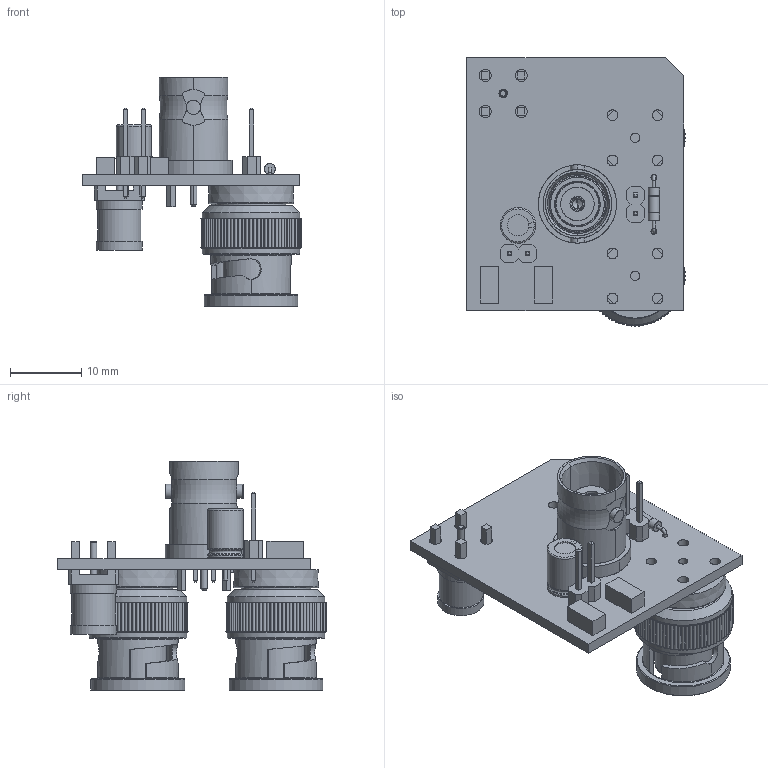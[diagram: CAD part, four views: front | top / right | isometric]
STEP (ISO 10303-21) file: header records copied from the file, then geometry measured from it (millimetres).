
FILE_DESCRIPTION(/* description */ (''),/* implementation_level */ '2;1');
FILE_NAME(/* name */ 'ca1eb499-bcce-4aaf-aa53-ba3b047ee8b8.stp',/* time_stamp */ '2021-07-04T20:47:31+00:00',/* author */ (''),/* organization */ (''),/* preprocessor_version */ 'ST-DEVELOPER v18.1',/* originating_system */ 'Autodesk Translation Framework v10.9.0.1377',/* authorisation */ '');
FILE_SCHEMA (('AUTOMOTIVE_DESIGN { 1 0 10303 214 3 1 1 }'));
Length unit declared in the file: millimetre
Products named in the file (87): ca1eb499-bcce-4aaf-aa53-ba3b047ee8b8; PCB Component; Board; 112404; 1; 1 (1); 1 (2); 1 (3); 1 (4); 1 (5); 1 (6); 1 (7); 1 (8); 1 (9); 1 (10); 1 (11); 1 (12); 1 (13); 1 (14); 1 (15); 1 (16); 1 (17); 1 (18); 1 (19); 1 (20); 1 (21); 1 (22); 1 (23); 1 (24); 1 (25); 1 (26); 1 (27); 1 (28); 1 (29); 1 (30); 1 (31); 1 (32); 1 (33); 1 (34); 1 (35) ...
Assembly tree (89 placements, depth 4):
  ca1eb499-bcce-4aaf-aa53-ba3b047ee8b8
    PCB Component
      Board
      112404
        1
        1 (1)
        1 (2)
        1 (3)
        1 (4)
        1 (5)
        1 (6)
        1 (7)
        1 (8)
        1 (9)
        1 (10)
        1 (11)
        1 (12)
        1 (13)
        1 (14)
        1 (15)
        1 (16)
        1 (17)
        1 (18)
        1 (19)
        1 (20)
        1 (21)
        1 (22)
        1 (23)
        1 (24)
        1 (25)
        1 (26)
        1 (27)
        1 (28)
        1 (29)
        1 (30)
        1 (31)
        1 (32)
        1 (33)
        1 (34)
        1 (35)
        1 (36)
        1 (37)
        1 (38)
        1 (39)
        1 (40)
        1 (41)
        1 (42)
        1 (43)
        1 (44)
        1 (45)
        1 (46)
        1 (47)
        1 (48)
        1 (49)
        1 (50)
        1 (51)
        1 (52)
        1 (53)
        1 (54)
        1 (55)
Bounding box: 30.72 x 37.74 x 32.27 mm (x, y, z)
Volume: 5353.3 mm3; surface area: 10166.9 mm2
Topology: 20 solids, 97 shells, 1353 faces, 3432 edges, 2385 vertices
Faces by surface type: plane 649, torus 352, cylinder 293, cone 45, bspline 14
Full cylindrical faces by diameter (mm): 0.45 x2, 0.5 x4, 0.7 x2, 0.813 x2, 0.96 x2, 1.016 x4, 1.2 x1, 1.3 x5, 1.5 x16, 1.52 x1, 1.6 x2, 1.7 x4, 1.99 x1, 2 x2, 2.9 x1, 3.02 x3, 3.4 x1, 4.9 x2, 5 x1, 6.1 x1, 6.4 x4, 6.5 x2, 7.8 x2, 8 x4, 9.8 x6, 10 x2, 11.3 x2, 13.2 x2, 13.7 x2
Entity records: 40858 total; most frequent: CARTESIAN_POINT 18004, DIRECTION 4474, ORIENTED_EDGE 3880, EDGE_CURVE 2122, AXIS2_PLACEMENT_3D 1827, VERTEX_POINT 1522, EDGE_LOOP 991, CIRCLE 848
